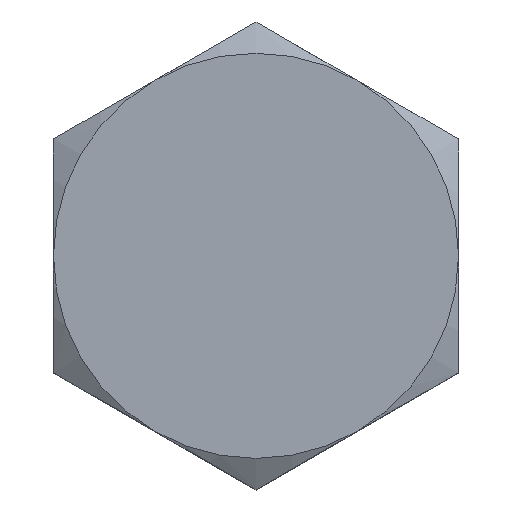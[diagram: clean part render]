
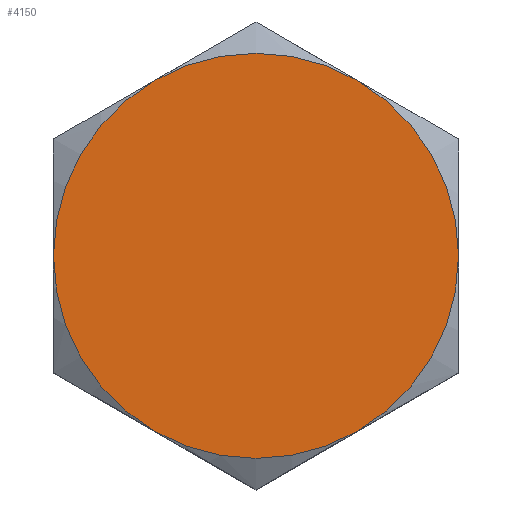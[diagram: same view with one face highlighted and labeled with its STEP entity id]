
A CAD part, top view. The second image highlights one B-rep face of the part: STEP entity #4150.
In plain terms, the highlighted planar face has unit normal (0, 0, 1).
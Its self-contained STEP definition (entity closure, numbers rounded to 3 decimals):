
#25=PLANE('',#4400);
#467=FACE_OUTER_BOUND('',#690,.T.);
#690=EDGE_LOOP('',(#3312,#3313,#3314,#3315,#3316,#3317));
#703=CIRCLE('',#4389,8.5);
#704=CIRCLE('',#4391,8.5);
#705=CIRCLE('',#4393,8.5);
#706=CIRCLE('',#4395,8.5);
#707=CIRCLE('',#4397,8.5);
#708=CIRCLE('',#4399,8.5);
#1769=VERTEX_POINT('',#15916);
#1771=VERTEX_POINT('',#15926);
#1773=VERTEX_POINT('',#15936);
#1775=VERTEX_POINT('',#15946);
#1777=VERTEX_POINT('',#15956);
#1779=VERTEX_POINT('',#15966);
#2424=EDGE_CURVE('',#1775,#1777,#703,.T.);
#2425=EDGE_CURVE('',#1773,#1775,#704,.T.);
#2426=EDGE_CURVE('',#1771,#1773,#705,.T.);
#2427=EDGE_CURVE('',#1771,#1769,#706,.T.);
#2428=EDGE_CURVE('',#1779,#1769,#707,.T.);
#2429=EDGE_CURVE('',#1777,#1779,#708,.T.);
#3312=ORIENTED_EDGE('',*,*,#2429,.F.);
#3313=ORIENTED_EDGE('',*,*,#2424,.F.);
#3314=ORIENTED_EDGE('',*,*,#2425,.F.);
#3315=ORIENTED_EDGE('',*,*,#2426,.F.);
#3316=ORIENTED_EDGE('',*,*,#2427,.T.);
#3317=ORIENTED_EDGE('',*,*,#2428,.F.);
#4150=ADVANCED_FACE('',(#467),#25,.F.);
#4389=AXIS2_PLACEMENT_3D('',#15974,#5059,#5060);
#4391=AXIS2_PLACEMENT_3D('',#15976,#5063,#5064);
#4393=AXIS2_PLACEMENT_3D('',#15978,#5067,#5068);
#4395=AXIS2_PLACEMENT_3D('',#15980,#5071,#5072);
#4397=AXIS2_PLACEMENT_3D('',#15982,#5075,#5076);
#4399=AXIS2_PLACEMENT_3D('',#15984,#5079,#5080);
#4400=AXIS2_PLACEMENT_3D('',#15985,#5081,#5082);
#5059=DIRECTION('center_axis',(0.,0.,-1.));
#5060=DIRECTION('ref_axis',(-1.,0.,0.));
#5063=DIRECTION('center_axis',(0.,0.,-1.));
#5064=DIRECTION('ref_axis',(-1.,0.,0.));
#5067=DIRECTION('center_axis',(0.,0.,-1.));
#5068=DIRECTION('ref_axis',(-1.,0.,0.));
#5071=DIRECTION('center_axis',(0.,0.,1.));
#5072=DIRECTION('ref_axis',(1.,0.,0.));
#5075=DIRECTION('center_axis',(0.,0.,-1.));
#5076=DIRECTION('ref_axis',(-1.,0.,0.));
#5079=DIRECTION('center_axis',(0.,0.,-1.));
#5080=DIRECTION('ref_axis',(-1.,0.,0.));
#5081=DIRECTION('center_axis',(0.,0.,-1.));
#5082=DIRECTION('ref_axis',(-1.,0.,0.));
#15916=CARTESIAN_POINT('',(4.25,7.361,78.2));
#15926=CARTESIAN_POINT('',(8.5,0.,78.2));
#15936=CARTESIAN_POINT('',(4.25,-7.361,78.2));
#15946=CARTESIAN_POINT('',(-4.25,-7.361,78.2));
#15956=CARTESIAN_POINT('',(-8.5,0.,78.2));
#15966=CARTESIAN_POINT('',(-4.25,7.361,78.2));
#15974=CARTESIAN_POINT('Origin',(0.,0.,78.2));
#15976=CARTESIAN_POINT('Origin',(0.,0.,78.2));
#15978=CARTESIAN_POINT('Origin',(0.,0.,78.2));
#15980=CARTESIAN_POINT('Origin',(0.,0.,78.2));
#15982=CARTESIAN_POINT('Origin',(0.,0.,78.2));
#15984=CARTESIAN_POINT('Origin',(0.,0.,78.2));
#15985=CARTESIAN_POINT('Origin',(0.,8.5,78.2));
